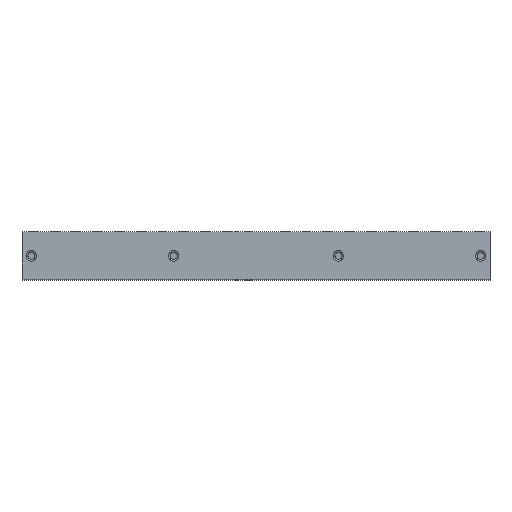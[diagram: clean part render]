
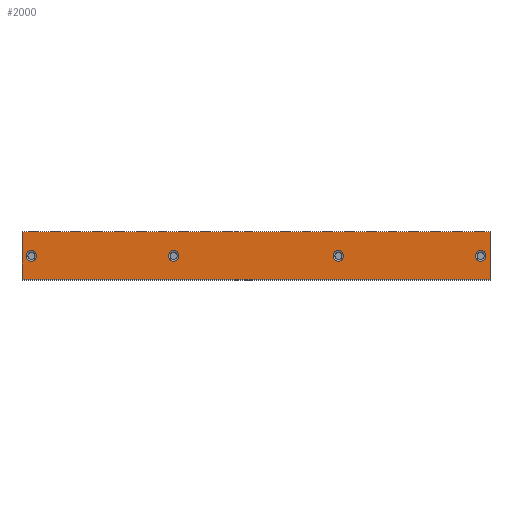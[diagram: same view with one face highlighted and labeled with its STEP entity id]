
A CAD part, top view. The second image highlights one B-rep face of the part: STEP entity #2000.
In plain terms, the highlighted planar face has unit normal (0, 0, 1).
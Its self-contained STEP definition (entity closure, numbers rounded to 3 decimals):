
#120 = AXIS2_PLACEMENT_3D ( 'NONE', #5196, #5728, #2746 ) ;
#171 = VERTEX_POINT ( 'NONE', #2547 ) ;
#201 = CARTESIAN_POINT ( 'NONE',  ( 41.15, 0., 46.05 ) ) ;
#225 = EDGE_CURVE ( 'NONE', #5344, #3481, #3510, .T. ) ;
#257 = CARTESIAN_POINT ( 'NONE',  ( 117.15, 0., 46.05 ) ) ;
#357 = VECTOR ( 'NONE', #6406, 1000. ) ;
#412 = DIRECTION ( 'NONE',  ( 0., -1., 0. ) ) ;
#538 = AXIS2_PLACEMENT_3D ( 'NONE', #880, #3371, #4378 ) ;
#554 = AXIS2_PLACEMENT_3D ( 'NONE', #3521, #1567, #5566 ) ;
#602 = EDGE_CURVE ( 'NONE', #2400, #3481, #3955, .T. ) ;
#617 = ORIENTED_EDGE ( 'NONE', *, *, #4651, .T. ) ;
#667 = EDGE_LOOP ( 'NONE', ( #5459, #4922 ) ) ;
#669 = FACE_BOUND ( 'NONE', #4067, .T. ) ;
#722 = DIRECTION ( 'NONE',  ( -1., 0., 0. ) ) ;
#767 = CARTESIAN_POINT ( 'NONE',  ( -120., 0., 46.05 ) ) ;
#799 = DIRECTION ( 'NONE',  ( -1., 0., 0. ) ) ;
#880 = CARTESIAN_POINT ( 'NONE',  ( -44., 0., 46.05 ) ) ;
#927 = VERTEX_POINT ( 'NONE', #257 ) ;
#1022 = EDGE_CURVE ( 'NONE', #3583, #1132, #2647, .T. ) ;
#1080 = AXIS2_PLACEMENT_3D ( 'NONE', #767, #2299, #799 ) ;
#1132 = VERTEX_POINT ( 'NONE', #201 ) ;
#1152 = EDGE_CURVE ( 'NONE', #3997, #5719, #3183, .T. ) ;
#1168 = EDGE_CURVE ( 'NONE', #171, #927, #2865, .T. ) ;
#1198 = FACE_BOUND ( 'NONE', #667, .T. ) ;
#1247 = CARTESIAN_POINT ( 'NONE',  ( 125., 13., 46.05 ) ) ;
#1248 = EDGE_LOOP ( 'NONE', ( #3412, #3102 ) ) ;
#1288 = DIRECTION ( 'NONE',  ( -1., 0., 0. ) ) ;
#1357 = DIRECTION ( 'NONE',  ( 0., 0., -1. ) ) ;
#1400 = ORIENTED_EDGE ( 'NONE', *, *, #1022, .T. ) ;
#1467 = CARTESIAN_POINT ( 'NONE',  ( 125., -12.5, 46.05 ) ) ;
#1471 = CARTESIAN_POINT ( 'NONE',  ( -122.85, 0., 46.05 ) ) ;
#1552 = LINE ( 'NONE', #4540, #357 ) ;
#1567 = DIRECTION ( 'NONE',  ( 0., 0., -1. ) ) ;
#1591 = AXIS2_PLACEMENT_3D ( 'NONE', #1849, #1357, #6275 ) ;
#1671 = CARTESIAN_POINT ( 'NONE',  ( 120., 0., 46.05 ) ) ;
#1774 = CARTESIAN_POINT ( 'NONE',  ( -41.15, 0., 46.05 ) ) ;
#1849 = CARTESIAN_POINT ( 'NONE',  ( 44., 0., 46.05 ) ) ;
#1951 = VERTEX_POINT ( 'NONE', #1774 ) ;
#1972 = LINE ( 'NONE', #5075, #2984 ) ;
#2000 = ADVANCED_FACE ( 'NONE', ( #1198, #669, #2767, #4146, #3233 ), #6138, .F. ) ;
#2012 = VERTEX_POINT ( 'NONE', #2670 ) ;
#2238 = AXIS2_PLACEMENT_3D ( 'NONE', #1671, #3676, #722 ) ;
#2286 = EDGE_CURVE ( 'NONE', #2012, #5344, #1972, .T. ) ;
#2299 = DIRECTION ( 'NONE',  ( 0., 0., -1. ) ) ;
#2319 = DIRECTION ( 'NONE',  ( 0., 0., -1. ) ) ;
#2400 = VERTEX_POINT ( 'NONE', #1247 ) ;
#2444 = CARTESIAN_POINT ( 'NONE',  ( 125., 13., 46.05 ) ) ;
#2473 = ORIENTED_EDGE ( 'NONE', *, *, #225, .T. ) ;
#2482 = ORIENTED_EDGE ( 'NONE', *, *, #5061, .T. ) ;
#2520 = EDGE_CURVE ( 'NONE', #1951, #3132, #5484, .T. ) ;
#2547 = CARTESIAN_POINT ( 'NONE',  ( 122.85, 0., 46.05 ) ) ;
#2558 = AXIS2_PLACEMENT_3D ( 'NONE', #3259, #3654, #1288 ) ;
#2647 = CIRCLE ( 'NONE', #554, 2.85 ) ;
#2665 = CARTESIAN_POINT ( 'NONE',  ( -125., -12.5, 46.05 ) ) ;
#2670 = CARTESIAN_POINT ( 'NONE',  ( -125., 13., 46.05 ) ) ;
#2699 = EDGE_LOOP ( 'NONE', ( #3295, #2473, #4432, #5143 ) ) ;
#2746 = DIRECTION ( 'NONE',  ( -1., 0., 0. ) ) ;
#2767 = FACE_BOUND ( 'NONE', #1248, .T. ) ;
#2865 = CIRCLE ( 'NONE', #2238, 2.85 ) ;
#2984 = VECTOR ( 'NONE', #4039, 1000. ) ;
#3082 = EDGE_CURVE ( 'NONE', #2400, #2012, #1552, .T. ) ;
#3102 = ORIENTED_EDGE ( 'NONE', *, *, #4120, .T. ) ;
#3132 = VERTEX_POINT ( 'NONE', #5057 ) ;
#3183 = CIRCLE ( 'NONE', #5048, 2.85 ) ;
#3233 = FACE_OUTER_BOUND ( 'NONE', #2699, .T. ) ;
#3259 = CARTESIAN_POINT ( 'NONE',  ( 125., 13., 46.05 ) ) ;
#3295 = ORIENTED_EDGE ( 'NONE', *, *, #2286, .T. ) ;
#3371 = DIRECTION ( 'NONE',  ( 0., 0., -1. ) ) ;
#3412 = ORIENTED_EDGE ( 'NONE', *, *, #2520, .T. ) ;
#3473 = DIRECTION ( 'NONE',  ( 1., 0., 0. ) ) ;
#3477 = VECTOR ( 'NONE', #3473, 1000. ) ;
#3481 = VERTEX_POINT ( 'NONE', #6396 ) ;
#3510 = LINE ( 'NONE', #1467, #3477 ) ;
#3521 = CARTESIAN_POINT ( 'NONE',  ( 44., 0., 46.05 ) ) ;
#3583 = VERTEX_POINT ( 'NONE', #3752 ) ;
#3654 = DIRECTION ( 'NONE',  ( 0., 0., -1. ) ) ;
#3676 = DIRECTION ( 'NONE',  ( 0., 0., -1. ) ) ;
#3752 = CARTESIAN_POINT ( 'NONE',  ( 46.85, 0., 46.05 ) ) ;
#3955 = LINE ( 'NONE', #2444, #5147 ) ;
#3959 = EDGE_LOOP ( 'NONE', ( #5803, #2482 ) ) ;
#3997 = VERTEX_POINT ( 'NONE', #6126 ) ;
#4039 = DIRECTION ( 'NONE',  ( 0., -1., 0. ) ) ;
#4067 = EDGE_LOOP ( 'NONE', ( #1400, #617 ) ) ;
#4092 = EDGE_CURVE ( 'NONE', #927, #171, #5768, .T. ) ;
#4120 = EDGE_CURVE ( 'NONE', #3132, #1951, #4513, .T. ) ;
#4146 = FACE_BOUND ( 'NONE', #3959, .T. ) ;
#4219 = CIRCLE ( 'NONE', #1591, 2.85 ) ;
#4378 = DIRECTION ( 'NONE',  ( -1., 0., 0. ) ) ;
#4432 = ORIENTED_EDGE ( 'NONE', *, *, #602, .F. ) ;
#4513 = CIRCLE ( 'NONE', #538, 2.85 ) ;
#4540 = CARTESIAN_POINT ( 'NONE',  ( 125., 13., 46.05 ) ) ;
#4651 = EDGE_CURVE ( 'NONE', #1132, #3583, #4219, .T. ) ;
#4656 = CARTESIAN_POINT ( 'NONE',  ( -120., 0., 46.05 ) ) ;
#4807 = DIRECTION ( 'NONE',  ( -1., 0., 0. ) ) ;
#4922 = ORIENTED_EDGE ( 'NONE', *, *, #4092, .T. ) ;
#4960 = AXIS2_PLACEMENT_3D ( 'NONE', #5799, #2319, #4807 ) ;
#5048 = AXIS2_PLACEMENT_3D ( 'NONE', #4656, #5175, #5135 ) ;
#5057 = CARTESIAN_POINT ( 'NONE',  ( -46.85, 0., 46.05 ) ) ;
#5061 = EDGE_CURVE ( 'NONE', #5719, #3997, #5571, .T. ) ;
#5075 = CARTESIAN_POINT ( 'NONE',  ( -125., 13., 46.05 ) ) ;
#5135 = DIRECTION ( 'NONE',  ( -1., 0., 0. ) ) ;
#5143 = ORIENTED_EDGE ( 'NONE', *, *, #3082, .T. ) ;
#5147 = VECTOR ( 'NONE', #412, 1000. ) ;
#5175 = DIRECTION ( 'NONE',  ( 0., 0., -1. ) ) ;
#5196 = CARTESIAN_POINT ( 'NONE',  ( 120., 0., 46.05 ) ) ;
#5344 = VERTEX_POINT ( 'NONE', #2665 ) ;
#5459 = ORIENTED_EDGE ( 'NONE', *, *, #1168, .T. ) ;
#5484 = CIRCLE ( 'NONE', #4960, 2.85 ) ;
#5566 = DIRECTION ( 'NONE',  ( -1., 0., 0. ) ) ;
#5571 = CIRCLE ( 'NONE', #1080, 2.85 ) ;
#5719 = VERTEX_POINT ( 'NONE', #1471 ) ;
#5728 = DIRECTION ( 'NONE',  ( 0., 0., -1. ) ) ;
#5768 = CIRCLE ( 'NONE', #120, 2.85 ) ;
#5799 = CARTESIAN_POINT ( 'NONE',  ( -44., 0., 46.05 ) ) ;
#5803 = ORIENTED_EDGE ( 'NONE', *, *, #1152, .T. ) ;
#6126 = CARTESIAN_POINT ( 'NONE',  ( -117.15, 0., 46.05 ) ) ;
#6138 = PLANE ( 'NONE',  #2558 ) ;
#6275 = DIRECTION ( 'NONE',  ( -1., 0., 0. ) ) ;
#6396 = CARTESIAN_POINT ( 'NONE',  ( 125., -12.5, 46.05 ) ) ;
#6406 = DIRECTION ( 'NONE',  ( -1., 0., 0. ) ) ;
